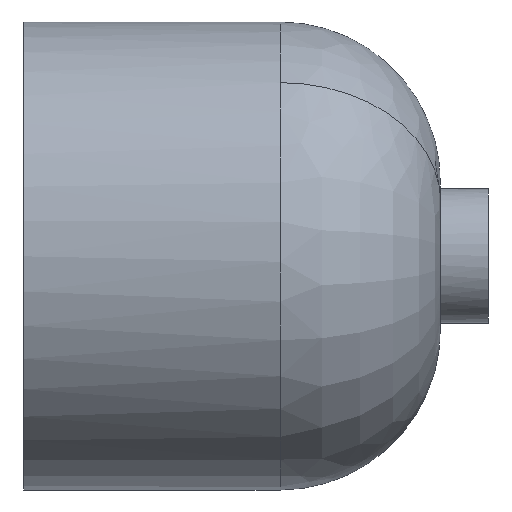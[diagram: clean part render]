
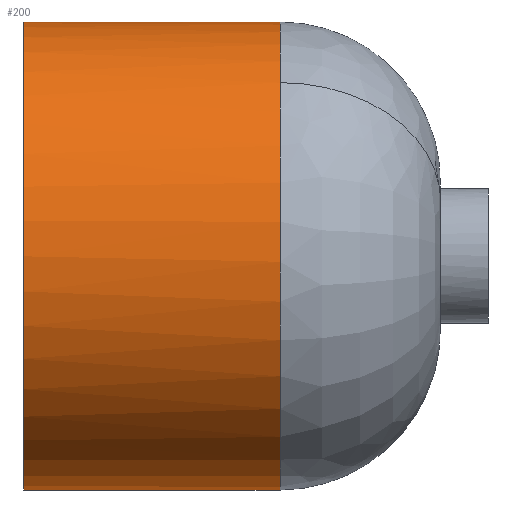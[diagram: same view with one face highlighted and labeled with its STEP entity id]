
A CAD part, front view. The second image highlights one B-rep face of the part: STEP entity #200.
In plain terms, the highlighted cylindrical face has radius 73 mm (diameter 146 mm), a partial arc.
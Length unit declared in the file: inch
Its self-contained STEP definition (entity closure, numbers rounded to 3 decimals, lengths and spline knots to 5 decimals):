
#165=AXIS2_PLACEMENT_3D('Cylinder Axis2P3D',#162,#163,#164) ;
#176=AXIS2_PLACEMENT_3D('Circle Axis2P3D',#174,#175,$) ;
#183=AXIS2_PLACEMENT_3D('Circle Axis2P3D',#181,#182,$) ;
#42=CARTESIAN_POINT('Control Point',(1.1811,0.,-2.87402)) ;
#43=CARTESIAN_POINT('Control Point',(1.1811,-0.28014,-2.87402)) ;
#44=CARTESIAN_POINT('Control Point',(1.1811,-0.56029,-2.83988)) ;
#45=CARTESIAN_POINT('Control Point',(1.1811,-0.83489,-2.77161)) ;
#46=CARTESIAN_POINT('Control Point',(1.1811,-1.36191,-2.56954)) ;
#47=CARTESIAN_POINT('Control Point',(1.1811,-1.82499,-2.24684)) ;
#48=CARTESIAN_POINT('Control Point',(1.1811,-2.03565,-2.05791)) ;
#49=CARTESIAN_POINT('Control Point',(1.1811,-2.40667,-1.63256)) ;
#50=CARTESIAN_POINT('Control Point',(1.1811,-2.66471,-1.13057)) ;
#51=CARTESIAN_POINT('Control Point',(1.1811,-2.76236,-0.86499)) ;
#52=CARTESIAN_POINT('Control Point',(1.1811,-2.89099,-0.31541)) ;
#53=CARTESIAN_POINT('Control Point',(1.1811,-2.8839,0.24897)) ;
#54=CARTESIAN_POINT('Control Point',(1.1811,-2.84581,0.52936)) ;
#55=CARTESIAN_POINT('Control Point',(1.1811,-2.70209,1.07519)) ;
#56=CARTESIAN_POINT('Control Point',(1.1811,-2.43152,1.57054)) ;
#57=CARTESIAN_POINT('Control Point',(1.1811,-2.26655,1.80044)) ;
#58=CARTESIAN_POINT('Control Point',(1.1811,-1.88396,2.21541)) ;
#59=CARTESIAN_POINT('Control Point',(1.1811,-1.41291,2.52637)) ;
#60=CARTESIAN_POINT('Control Point',(1.1811,-1.15949,2.65225)) ;
#61=CARTESIAN_POINT('Control Point',(1.1811,-0.77459,2.78779)) ;
#62=CARTESIAN_POINT('Control Point',(1.1811,-0.3743,2.85365)) ;
#63=CARTESIAN_POINT('Control Point',(1.1811,-0.24986,2.86723)) ;
#64=CARTESIAN_POINT('Control Point',(1.1811,-0.12493,2.87402)) ;
#65=CARTESIAN_POINT('Control Point',(1.1811,0.,2.87402)) ;
#66=CARTESIAN_POINT('Vertex',(1.1811,0.,-2.87402)) ;
#68=CARTESIAN_POINT('Vertex',(1.1811,0.,2.87402)) ;
#162=CARTESIAN_POINT('Axis2P3D Location',(1.1811,0.,0.)) ;
#167=CARTESIAN_POINT('Line Origine',(1.1811,0.,-2.87402)) ;
#171=CARTESIAN_POINT('Vertex',(4.33071,0.,-2.87402)) ;
#174=CARTESIAN_POINT('Axis2P3D Location',(4.33071,0.,0.)) ;
#178=CARTESIAN_POINT('Vertex',(4.33071,-1.93017,2.12941)) ;
#181=CARTESIAN_POINT('Axis2P3D Location',(4.33071,0.,0.)) ;
#185=CARTESIAN_POINT('Vertex',(4.33071,0.,2.87402)) ;
#188=CARTESIAN_POINT('Line Origine',(1.1811,0.,2.87402)) ;
#163=DIRECTION('Axis2P3D Direction',(0.039,0.,0.)) ;
#164=DIRECTION('Axis2P3D XDirection',(-0.,0.,0.039)) ;
#168=DIRECTION('Vector Direction',(0.039,0.,0.)) ;
#175=DIRECTION('Axis2P3D Direction',(0.039,0.,0.)) ;
#182=DIRECTION('Axis2P3D Direction',(0.039,0.,0.)) ;
#189=DIRECTION('Vector Direction',(0.039,0.,0.)) ;
#169=VECTOR('Line Direction',#168,0.03937) ;
#190=VECTOR('Line Direction',#189,0.03937) ;
#194=ORIENTED_EDGE('',*,*,#173,.T.) ;
#195=ORIENTED_EDGE('',*,*,#180,.T.) ;
#196=ORIENTED_EDGE('',*,*,#187,.T.) ;
#197=ORIENTED_EDGE('',*,*,#192,.F.) ;
#198=ORIENTED_EDGE('',*,*,#70,.F.) ;
#200=ADVANCED_FACE('*VOL2',(#199),#166,.T.) ;
#41=B_SPLINE_CURVE_WITH_KNOTS('',5,(#42,#43,#44,#45,#46,#47,#48,#49,#50,#51,#52,#53,#54,#55,#56,#57,#58,#59,#60,#61,#62,#63,#64,#65),.UNSPECIFIED.,.F.,.U.,(6,3,3,3,3,3,3,6),(0.,52.54789,105.09579,157.64368,210.19158,262.73947,315.28737,338.72112),.UNSPECIFIED.) ;
#177=CIRCLE('generated circle',#176,2.87402) ;
#184=CIRCLE('generated circle',#183,2.87402) ;
#166=CYLINDRICAL_SURFACE('generated cylinder',#165,2.87402) ;
#70=EDGE_CURVE('',#67,#69,#41,.T.) ;
#173=EDGE_CURVE('',#67,#172,#170,.T.) ;
#180=EDGE_CURVE('',#172,#179,#177,.F.) ;
#187=EDGE_CURVE('',#179,#186,#184,.F.) ;
#192=EDGE_CURVE('',#69,#186,#191,.T.) ;
#193=EDGE_LOOP('',(#194,#195,#196,#197,#198)) ;
#199=FACE_OUTER_BOUND('',#193,.T.) ;
#170=LINE('Line',#167,#169) ;
#191=LINE('Line',#188,#190) ;
#67=VERTEX_POINT('',#66) ;
#69=VERTEX_POINT('',#68) ;
#172=VERTEX_POINT('',#171) ;
#179=VERTEX_POINT('',#178) ;
#186=VERTEX_POINT('',#185) ;
